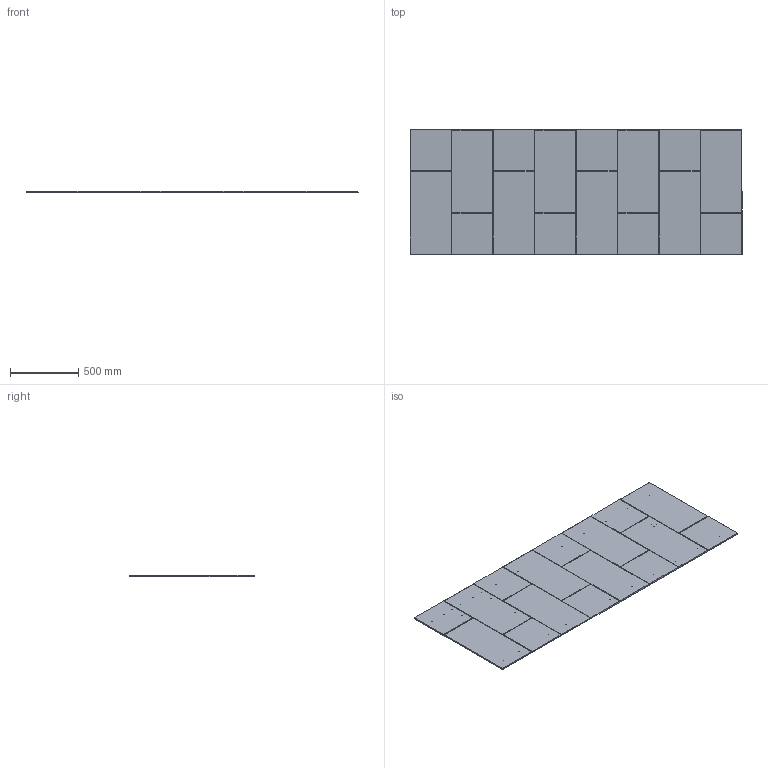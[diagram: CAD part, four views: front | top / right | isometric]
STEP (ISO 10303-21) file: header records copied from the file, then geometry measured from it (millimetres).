
FILE_DESCRIPTION (( 'STEP AP203' ), '1' );
FILE_NAME ('TSMK9636.STEP', '2022-09-07T12:24:55', ( '' ), ( '' ), 'SwSTEP 2.0', 'SolidWorks 2020', '' );
FILE_SCHEMA (( 'CONFIG_CONTROL_DESIGN' ));
Length unit declared in the file: millimetre
Products named in the file (1): TSMK9636
Bounding box: 2438.4 x 914.4 x 9.53 mm (x, y, z)
Volume: 21192252.5 mm3; surface area: 4529358.5 mm2
Topology: 1 solids, 1 shells, 614 faces, 1521 edges, 944 vertices
Faces by surface type: plane 248, cylinder 184, bspline 91, torus 68, sphere 19, cone 4
Entity records: 27376 total; most frequent: CARTESIAN_POINT 13871, ORIENTED_EDGE 3038, DIRECTION 2366, EDGE_CURVE 1519, VERTEX_POINT 944, AXIS2_PLACEMENT_3D 854, VECTOR 658, LINE 658
